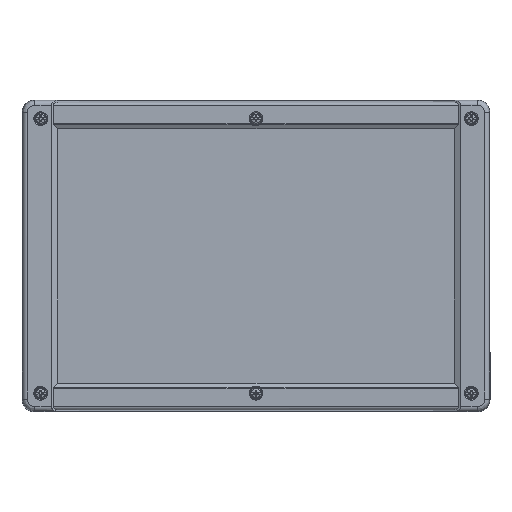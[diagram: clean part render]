
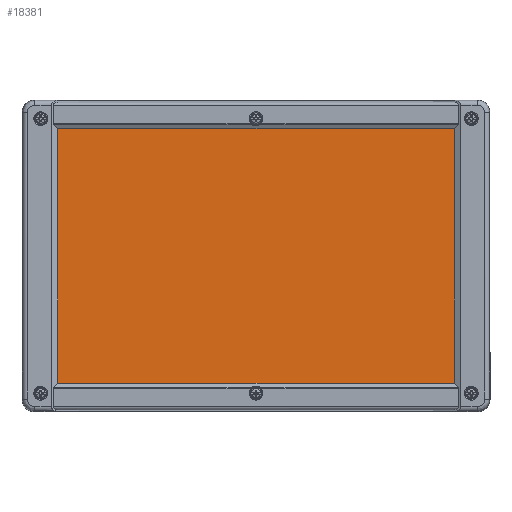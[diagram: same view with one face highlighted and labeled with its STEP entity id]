
A CAD part, top view. The second image highlights one B-rep face of the part: STEP entity #18381.
In plain terms, the highlighted planar face has unit normal (0, 0, 1).
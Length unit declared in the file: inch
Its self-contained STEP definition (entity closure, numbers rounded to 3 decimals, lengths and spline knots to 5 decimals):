
#2980 = DIRECTION ( 'NONE',  ( 0., 0., -1. ) ) ;
#4752 = CARTESIAN_POINT ( 'NONE',  ( -5., -3.93701, 0.68898 ) ) ;
#5545 = ORIENTED_EDGE ( 'NONE', *, *, #81408, .T. ) ;
#8392 = VECTOR ( 'NONE', #41508, 39.37008 ) ;
#10174 = FACE_OUTER_BOUND ( 'NONE', #85087, .T. ) ;
#11244 = ORIENTED_EDGE ( 'NONE', *, *, #78375, .F. ) ;
#11538 = VERTEX_POINT ( 'NONE', #90471 ) ;
#16818 = VECTOR ( 'NONE', #33708, 39.37008 ) ;
#18381 = ADVANCED_FACE ( 'NONE', ( #10174 ), #112994, .F. ) ;
#21591 = LINE ( 'NONE', #118765, #16818 ) ;
#23761 = ORIENTED_EDGE ( 'NONE', *, *, #136912, .T. ) ;
#31042 = ORIENTED_EDGE ( 'NONE', *, *, #78342, .T. ) ;
#32277 = DIRECTION ( 'NONE',  ( 1., 0., 0. ) ) ;
#33708 = DIRECTION ( 'NONE',  ( 0., 1., 0. ) ) ;
#34415 = CARTESIAN_POINT ( 'NONE',  ( 5., 3.20866, 0.68898 ) ) ;
#36078 = VERTEX_POINT ( 'NONE', #84917 ) ;
#41508 = DIRECTION ( 'NONE',  ( 1., 0., 0. ) ) ;
#63598 = LINE ( 'NONE', #107226, #8392 ) ;
#67587 = CARTESIAN_POINT ( 'NONE',  ( -5., -3.20866, 0.68898 ) ) ;
#67985 = CARTESIAN_POINT ( 'NONE',  ( 5., 0., 0.68898 ) ) ;
#68700 = CARTESIAN_POINT ( 'NONE',  ( -5., 3.20866, 0.68898 ) ) ;
#78342 = EDGE_CURVE ( 'NONE', #11538, #36078, #21591, .T. ) ;
#78375 = EDGE_CURVE ( 'NONE', #136862, #36078, #129514, .T. ) ;
#81408 = EDGE_CURVE ( 'NONE', #136862, #114648, #124098, .T. ) ;
#82185 = AXIS2_PLACEMENT_3D ( 'NONE', #67985, #2980, #98776 ) ;
#84917 = CARTESIAN_POINT ( 'NONE',  ( 5., 3.20866, 0.68898 ) ) ;
#85087 = EDGE_LOOP ( 'NONE', ( #23761, #31042, #11244, #5545 ) ) ;
#90471 = CARTESIAN_POINT ( 'NONE',  ( 5., -3.20866, 0.68898 ) ) ;
#98776 = DIRECTION ( 'NONE',  ( -1., 0., 0. ) ) ;
#98799 = VECTOR ( 'NONE', #113355, 39.37008 ) ;
#107226 = CARTESIAN_POINT ( 'NONE',  ( 0., -3.20866, 0.68898 ) ) ;
#112994 = PLANE ( 'NONE',  #82185 ) ;
#113355 = DIRECTION ( 'NONE',  ( 0., -1., 0. ) ) ;
#114648 = VERTEX_POINT ( 'NONE', #67587 ) ;
#118765 = CARTESIAN_POINT ( 'NONE',  ( 5., -3.93701, 0.68898 ) ) ;
#124081 = VECTOR ( 'NONE', #32277, 39.37008 ) ;
#124098 = LINE ( 'NONE', #4752, #98799 ) ;
#129514 = LINE ( 'NONE', #34415, #124081 ) ;
#136862 = VERTEX_POINT ( 'NONE', #68700 ) ;
#136912 = EDGE_CURVE ( 'NONE', #114648, #11538, #63598, .T. ) ;
